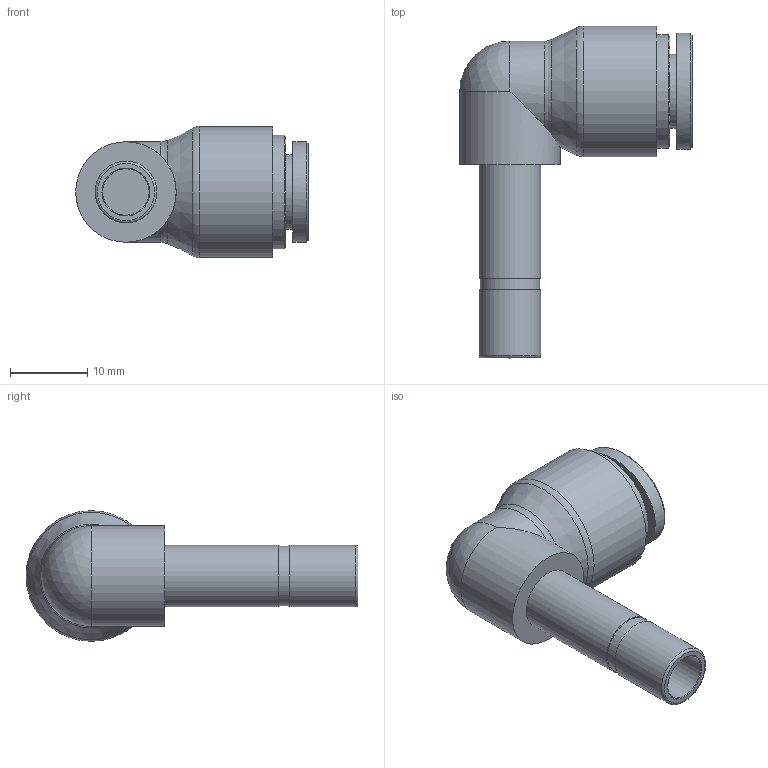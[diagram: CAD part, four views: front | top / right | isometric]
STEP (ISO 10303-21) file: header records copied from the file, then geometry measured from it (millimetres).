
FILE_DESCRIPTION((''),'2;1');
FILE_NAME('HR-PLJ 08.stp','2020-03-19T08:52:45',('user'),(''),'Autodesk Inventor 2013','Autodesk Inventor 2013','');
FILE_SCHEMA(('AUTOMOTIVE_DESIGN { 1 0 10303 214 1 1 1 1 }'));
Length unit declared in the file: millimetre
Products named in the file (5): 조립품6; HR-PLJ 08 BODY; HR-COLLAR 08; HR-Collar 08L(SUS); HR-SLEEVE 08
Assembly tree (4 placements, depth 3):
  조립품6
    HR-PLJ 08 BODY
    HR-COLLAR 08
      HR-Collar 08L(SUS)
      HR-SLEEVE 08
Bounding box: 30.1 x 42.95 x 16.9 mm (x, y, z)
Volume: 4783.6 mm3; surface area: 4007.4 mm2
Topology: 3 solids, 3 shells, 181 faces, 453 edges, 300 vertices
Faces by surface type: plane 89, bspline 71, cylinder 12, cone 5, torus 3, sphere 1
Full cylindrical faces by diameter (mm): 6 x1, 7.7 x1, 8 x2, 8.2 x3, 9.6 x1, 13 x1, 14.7 x1, 16.9 x1
Entity records: 5850 total; most frequent: CARTESIAN_POINT 1938, ORIENTED_EDGE 860, DIRECTION 559, EDGE_CURVE 430, VERTEX_POINT 296, VECTOR 253, LINE 253, EDGE_LOOP 226
